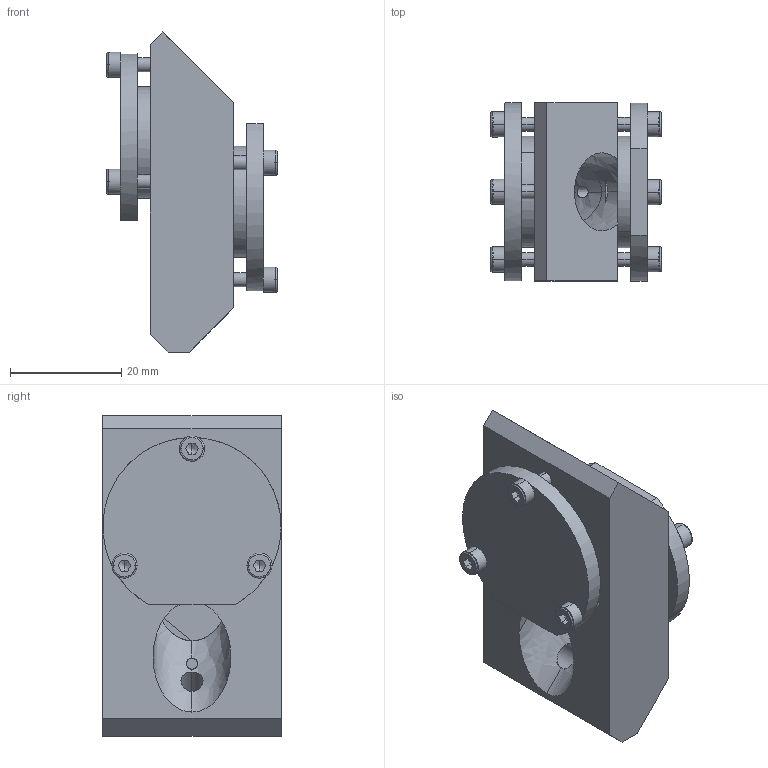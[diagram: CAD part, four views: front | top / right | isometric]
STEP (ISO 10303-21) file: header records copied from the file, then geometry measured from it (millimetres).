
FILE_DESCRIPTION(/* description */ (''),/* implementation_level */ '2;1');
FILE_NAME(/* name */ '04-PU-H',/* time_stamp */ '2022-02-21T16:01:24+03:00',/* author */ (''),/* organization */ (''),/* preprocessor_version */ 'ST-DEVELOPER v15',/* originating_system */ '',/* authorisation */ '');
FILE_SCHEMA (('AUTOMOTIVE_DESIGN'));
Length unit declared in the file: millimetre
Products named in the file (2): Document; Block 01
Assembly tree (1 placements, depth 2):
  Document
    Block 01
Bounding box: 30.61 x 32 x 57.49 mm (x, y, z)
Volume: 16.4 mm3; surface area: 12950.5 mm2
Topology: 12 solids, 19 shells, 259 faces, 751 edges, 501 vertices
Faces by surface type: bspline 174, plane 85
Entity records: 13264 total; most frequent: CARTESIAN_POINT 9019, ORIENTED_EDGE 1394, EDGE_CURVE 739, VERTEX_POINT 501, EDGE_LOOP 297, ADVANCED_FACE 258, FACE_OUTER_BOUND 258, B_SPLINE_CURVE_WITH_KNOTS 241
